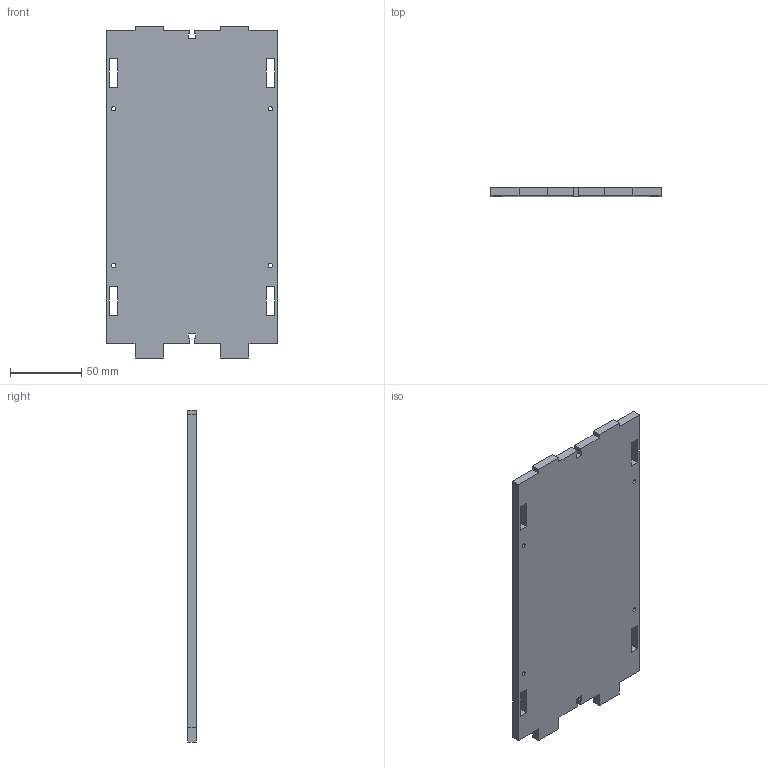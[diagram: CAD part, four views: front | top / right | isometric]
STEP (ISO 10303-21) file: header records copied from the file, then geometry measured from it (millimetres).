
FILE_DESCRIPTION( ( '' ), ' ' );
FILE_NAME( '5733920ae4b0a3372ef50cee.step', '2016-05-11T20:11:55', ( '' ), ( '' ), ' ', ' ', ' ' );
FILE_SCHEMA( ( 'AUTOMOTIVE_DESIGN { 1 0 10303 214 1 1 1 1 }' ) );
Length unit declared in the file: metre
Products named in the file (1): Back
Bounding box: 120 x 6 x 233 mm (x, y, z)
Volume: 158131.4 mm3; surface area: 58792.6 mm2
Topology: 1 solids, 1 shells, 58 faces, 168 edges, 112 vertices
Faces by surface type: plane 54, cylinder 4
Full cylindrical faces by diameter (mm): 3 x4
Entity records: 2372 total; most frequent: CARTESIAN_POINT 335, ORIENTED_EDGE 328, DIRECTION 290, EDGE_CURVE 164, LINE 156, VECTOR 156, VERTEX_POINT 112, EDGE_LOOP 78
